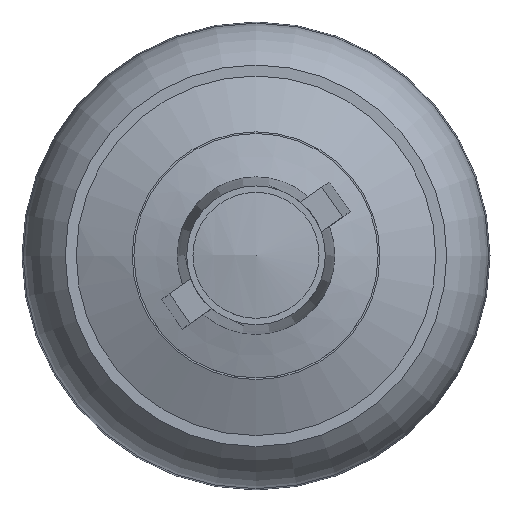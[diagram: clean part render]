
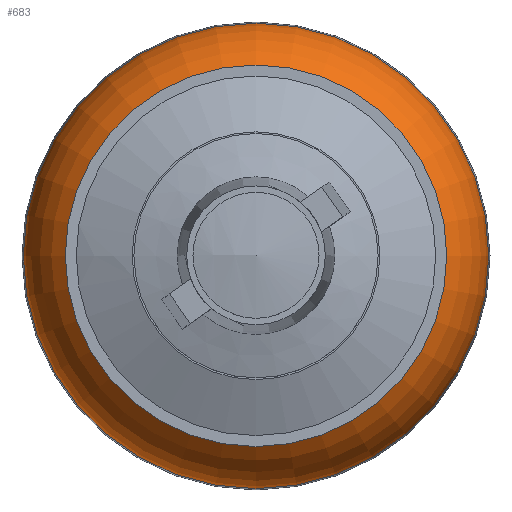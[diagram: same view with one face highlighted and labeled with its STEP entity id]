
A CAD part, top view. The second image highlights one B-rep face of the part: STEP entity #683.
In plain terms, the highlighted toroidal (fillet/blend) face has major radius 7.776 mm and minor radius 7 mm.
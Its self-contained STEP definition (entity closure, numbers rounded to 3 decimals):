
#34=TOROIDAL_SURFACE('',#755,7.776,7.);
#100=CIRCLE('',#754,12.106);
#101=CIRCLE('',#756,7.);
#102=CIRCLE('',#757,14.772);
#150=VERTEX_POINT('',#1092);
#151=VERTEX_POINT('',#1095);
#314=EDGE_CURVE('',#150,#150,#100,.T.);
#315=EDGE_CURVE('',#151,#150,#101,.T.);
#316=EDGE_CURVE('',#151,#151,#102,.T.);
#426=ORIENTED_EDGE('',*,*,#315,.T.);
#427=ORIENTED_EDGE('',*,*,#314,.T.);
#428=ORIENTED_EDGE('',*,*,#315,.F.);
#429=ORIENTED_EDGE('',*,*,#316,.F.);
#569=EDGE_LOOP('',(#426,#427,#428,#429));
#630=FACE_BOUND('',#569,.T.);
#683=ADVANCED_FACE('',(#630),#34,.T.);
#754=AXIS2_PLACEMENT_3D('',#1091,#886,#887);
#755=AXIS2_PLACEMENT_3D('',#1093,#888,$);
#756=AXIS2_PLACEMENT_3D('',#1094,#889,#890);
#757=AXIS2_PLACEMENT_3D('',#1096,#891,#892);
#886=DIRECTION('',(0.,0.,-1.));
#887=DIRECTION('',(-12.106,0.,0.));
#888=DIRECTION('',(0.,0.,-1.));
#889=DIRECTION('',(0.,1.,0.));
#890=DIRECTION('',(-7.,0.,0.));
#891=DIRECTION('',(0.,0.,-1.));
#892=DIRECTION('',(-14.772,0.,0.));
#1091=CARTESIAN_POINT('',(0.,0.,43.07));
#1092=CARTESIAN_POINT('',(-12.106,0.,43.07));
#1093=CARTESIAN_POINT('',(0.,0.,37.57));
#1094=CARTESIAN_POINT('',(-7.776,0.,37.57));
#1095=CARTESIAN_POINT('',(-14.772,0.,37.814));
#1096=CARTESIAN_POINT('',(0.,0.,37.814));
